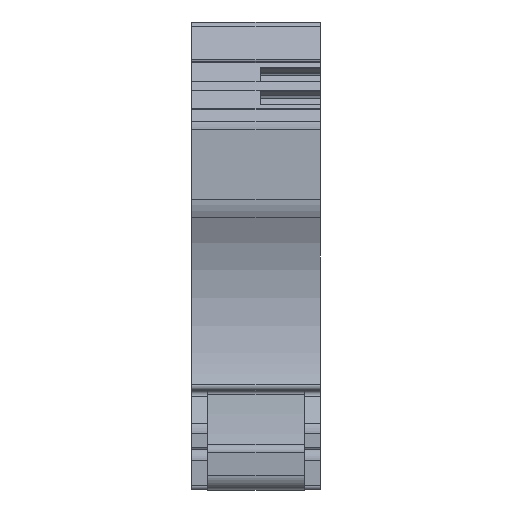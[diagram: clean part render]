
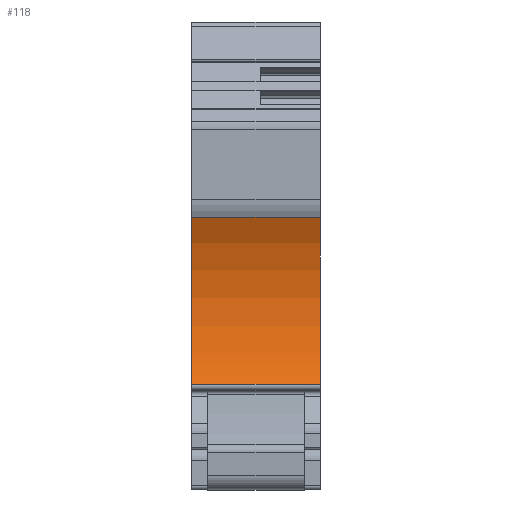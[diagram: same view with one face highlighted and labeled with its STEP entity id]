
A CAD part, front view. The second image highlights one B-rep face of the part: STEP entity #118.
In plain terms, the highlighted cylindrical face has radius 22.5 mm (diameter 45 mm), a partial arc.
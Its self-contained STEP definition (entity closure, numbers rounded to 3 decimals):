
#75=AXIS2_PLACEMENT_3D('Cylinder Axis2P3D',#72,#73,#74) ;
#79=AXIS2_PLACEMENT_3D('Circle Axis2P3D',#77,#78,$) ;
#95=AXIS2_PLACEMENT_3D('Circle Axis2P3D',#93,#94,$) ;
#102=AXIS2_PLACEMENT_3D('Circle Axis2P3D',#100,#101,$) ;
#107=AXIS2_PLACEMENT_3D('Circle Axis2P3D',#105,#106,$) ;
#41=CARTESIAN_POINT('Vertex',(16.,1.195,34.059)) ;
#57=CARTESIAN_POINT('Vertex',(0.,1.195,34.059)) ;
#60=CARTESIAN_POINT('Line Origine',(8.,1.195,34.059)) ;
#72=CARTESIAN_POINT('Axis2P3D Location',(8.,-18.831,23.801)) ;
#77=CARTESIAN_POINT('Axis2P3D Location',(0.,-18.831,23.801)) ;
#81=CARTESIAN_POINT('Vertex',(0.,1.008,13.186)) ;
#83=CARTESIAN_POINT('Vertex',(0.,2.664,17.15)) ;
#86=CARTESIAN_POINT('Line Origine',(8.,1.008,13.186)) ;
#90=CARTESIAN_POINT('Vertex',(16.,1.008,13.186)) ;
#93=CARTESIAN_POINT('Axis2P3D Location',(16.,-18.831,23.801)) ;
#97=CARTESIAN_POINT('Vertex',(16.,2.664,17.15)) ;
#100=CARTESIAN_POINT('Axis2P3D Location',(16.,-18.831,23.801)) ;
#105=CARTESIAN_POINT('Axis2P3D Location',(0.,-18.831,23.801)) ;
#61=DIRECTION('Vector Direction',(-1.,0.,0.)) ;
#73=DIRECTION('Axis2P3D Direction',(-1.,0.,0.)) ;
#74=DIRECTION('Axis2P3D XDirection',(0.,0.89,0.456)) ;
#78=DIRECTION('Axis2P3D Direction',(-1.,0.,0.)) ;
#87=DIRECTION('Vector Direction',(-1.,0.,0.)) ;
#94=DIRECTION('Axis2P3D Direction',(-1.,0.,0.)) ;
#101=DIRECTION('Axis2P3D Direction',(-1.,0.,0.)) ;
#106=DIRECTION('Axis2P3D Direction',(-1.,0.,0.)) ;
#62=VECTOR('Line Direction',#61,1.) ;
#88=VECTOR('Line Direction',#87,1.) ;
#111=ORIENTED_EDGE('',*,*,#85,.F.) ;
#112=ORIENTED_EDGE('',*,*,#92,.F.) ;
#113=ORIENTED_EDGE('',*,*,#99,.T.) ;
#114=ORIENTED_EDGE('',*,*,#104,.T.) ;
#115=ORIENTED_EDGE('',*,*,#64,.F.) ;
#116=ORIENTED_EDGE('',*,*,#109,.F.) ;
#118=ADVANCED_FACE('KLTR',(#117),#76,.F.) ;
#80=CIRCLE('generated circle',#79,22.5) ;
#96=CIRCLE('generated circle',#95,22.5) ;
#103=CIRCLE('generated circle',#102,22.5) ;
#108=CIRCLE('generated circle',#107,22.5) ;
#76=CYLINDRICAL_SURFACE('generated cylinder',#75,22.5) ;
#64=EDGE_CURVE('',#58,#42,#63,.F.) ;
#85=EDGE_CURVE('',#82,#84,#80,.F.) ;
#92=EDGE_CURVE('',#91,#82,#89,.T.) ;
#99=EDGE_CURVE('',#91,#98,#96,.F.) ;
#104=EDGE_CURVE('',#98,#42,#103,.F.) ;
#109=EDGE_CURVE('',#84,#58,#108,.F.) ;
#110=EDGE_LOOP('',(#111,#112,#113,#114,#115,#116)) ;
#117=FACE_OUTER_BOUND('',#110,.T.) ;
#63=LINE('Line',#60,#62) ;
#89=LINE('Line',#86,#88) ;
#42=VERTEX_POINT('',#41) ;
#58=VERTEX_POINT('',#57) ;
#82=VERTEX_POINT('',#81) ;
#84=VERTEX_POINT('',#83) ;
#91=VERTEX_POINT('',#90) ;
#98=VERTEX_POINT('',#97) ;
